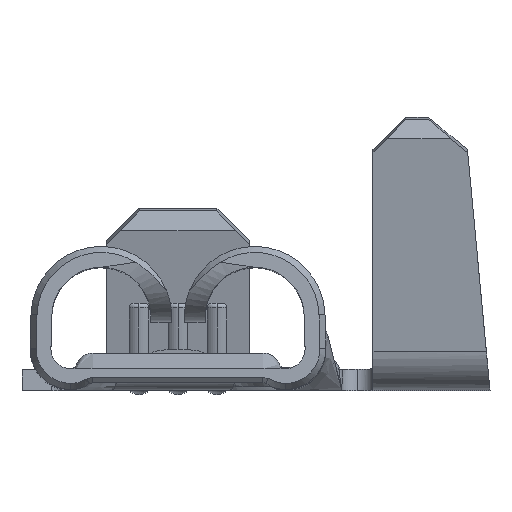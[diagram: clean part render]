
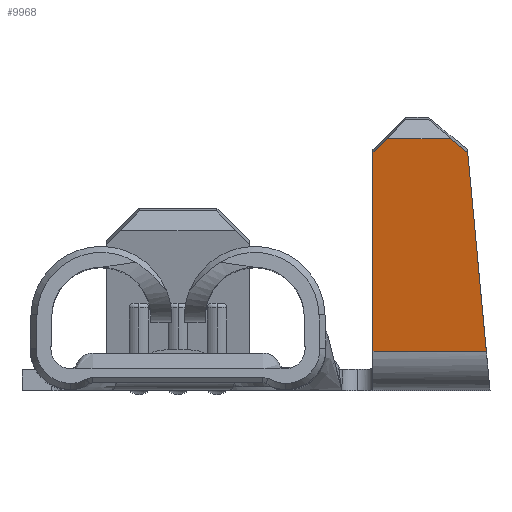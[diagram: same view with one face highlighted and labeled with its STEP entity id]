
A CAD part, top view. The second image highlights one B-rep face of the part: STEP entity #9968.
In plain terms, the highlighted planar face has unit normal (0, -0.163, 0.987).
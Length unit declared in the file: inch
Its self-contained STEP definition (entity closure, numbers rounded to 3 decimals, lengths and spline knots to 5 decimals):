
#500 = VECTOR ( 'NONE', #10174, 39.37008 ) ;
#653 = VECTOR ( 'NONE', #5417, 39.37008 ) ;
#736 = CARTESIAN_POINT ( 'NONE',  ( 0.15, 0.01814, -0.46598 ) ) ;
#844 = VERTEX_POINT ( 'NONE', #3906 ) ;
#1846 = FACE_OUTER_BOUND ( 'NONE', #12384, .T. ) ;
#2166 = AXIS2_PLACEMENT_3D ( 'NONE', #9872, #11929, #5877 ) ;
#2449 = CARTESIAN_POINT ( 'NONE',  ( 0.19274, 0.19552, -0.43672 ) ) ;
#2881 = LINE ( 'NONE', #9643, #7916 ) ;
#3176 = CARTESIAN_POINT ( 'NONE',  ( 0.20957, 0.18172, -0.439 ) ) ;
#3424 = VECTOR ( 'NONE', #8021, 39.37008 ) ;
#3481 = DIRECTION ( 'NONE',  ( 1., 0., 0. ) ) ;
#3651 = LINE ( 'NONE', #12814, #8364 ) ;
#3731 = VERTEX_POINT ( 'NONE', #5937 ) ;
#3906 = CARTESIAN_POINT ( 'NONE',  ( 0.16114, 0.18172, -0.439 ) ) ;
#4198 = CARTESIAN_POINT ( 'NONE',  ( 0.23643, 0.02603, -0.46468 ) ) ;
#4307 = EDGE_CURVE ( 'NONE', #10200, #9401, #8136, .T. ) ;
#4481 = ORIENTED_EDGE ( 'NONE', *, *, #5838, .T. ) ;
#5024 = ORIENTED_EDGE ( 'NONE', *, *, #7367, .T. ) ;
#5417 = DIRECTION ( 'NONE',  ( -0.769, 0.63, 0.104 ) ) ;
#5573 = VECTOR ( 'NONE', #3481, 39.37008 ) ;
#5596 = EDGE_CURVE ( 'NONE', #11653, #3731, #5923, .T. ) ;
#5838 = EDGE_CURVE ( 'NONE', #9401, #12956, #6376, .T. ) ;
#5877 = DIRECTION ( 'NONE',  ( 0., 0.987, 0.163 ) ) ;
#5890 = LINE ( 'NONE', #10388, #5573 ) ;
#5923 = LINE ( 'NONE', #9150, #500 ) ;
#5937 = CARTESIAN_POINT ( 'NONE',  ( 0.15, 0.17073, -0.44081 ) ) ;
#6376 = LINE ( 'NONE', #2449, #653 ) ;
#7302 = CARTESIAN_POINT ( 'NONE',  ( 0.23717, 0.01814, -0.46598 ) ) ;
#7335 = EDGE_CURVE ( 'NONE', #844, #12956, #5890, .T. ) ;
#7367 = EDGE_CURVE ( 'NONE', #11653, #10200, #2881, .T. ) ;
#7714 = CARTESIAN_POINT ( 'NONE',  ( 0.22286, 0.17083, -0.4408 ) ) ;
#7809 = DIRECTION ( 'NONE',  ( -0.707, -0.698, -0.115 ) ) ;
#7916 = VECTOR ( 'NONE', #8610, 39.37008 ) ;
#8021 = DIRECTION ( 'NONE',  ( -0.092, 0.982, 0.162 ) ) ;
#8134 = ORIENTED_EDGE ( 'NONE', *, *, #7335, .F. ) ;
#8136 = LINE ( 'NONE', #4198, #3424 ) ;
#8228 = ORIENTED_EDGE ( 'NONE', *, *, #8862, .T. ) ;
#8364 = VECTOR ( 'NONE', #7809, 39.37008 ) ;
#8610 = DIRECTION ( 'NONE',  ( 1., 0., 0. ) ) ;
#8845 = PLANE ( 'NONE',  #2166 ) ;
#8862 = EDGE_CURVE ( 'NONE', #844, #3731, #3651, .T. ) ;
#9150 = CARTESIAN_POINT ( 'NONE',  ( 0.15, 0.01814, -0.46598 ) ) ;
#9401 = VERTEX_POINT ( 'NONE', #7714 ) ;
#9643 = CARTESIAN_POINT ( 'NONE',  ( 0.15, 0.01814, -0.46598 ) ) ;
#9872 = CARTESIAN_POINT ( 'NONE',  ( 0.15, 0.01814, -0.46598 ) ) ;
#9968 = ADVANCED_FACE ( 'NONE', ( #1846 ), #8845, .F. ) ;
#10174 = DIRECTION ( 'NONE',  ( 0., 0.987, 0.163 ) ) ;
#10200 = VERTEX_POINT ( 'NONE', #7302 ) ;
#10388 = CARTESIAN_POINT ( 'NONE',  ( 0.15, 0.18172, -0.439 ) ) ;
#11653 = VERTEX_POINT ( 'NONE', #736 ) ;
#11680 = ORIENTED_EDGE ( 'NONE', *, *, #5596, .F. ) ;
#11929 = DIRECTION ( 'NONE',  ( 0., 0.163, -0.987 ) ) ;
#12384 = EDGE_LOOP ( 'NONE', ( #12616, #4481, #8134, #8228, #11680, #5024 ) ) ;
#12616 = ORIENTED_EDGE ( 'NONE', *, *, #4307, .T. ) ;
#12814 = CARTESIAN_POINT ( 'NONE',  ( 0.15, 0.17073, -0.44081 ) ) ;
#12956 = VERTEX_POINT ( 'NONE', #3176 ) ;
